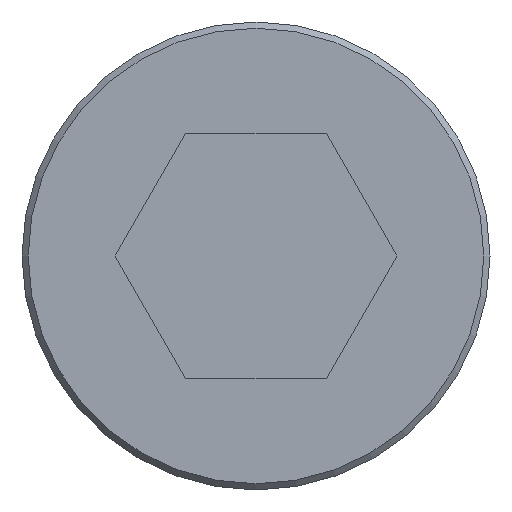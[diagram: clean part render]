
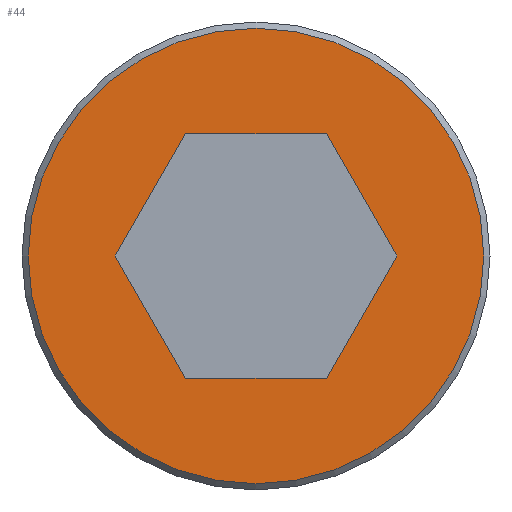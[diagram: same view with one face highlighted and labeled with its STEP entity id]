
A CAD part, left-side view. The second image highlights one B-rep face of the part: STEP entity #44.
In plain terms, the highlighted planar face has unit normal (-1, 0, 0).
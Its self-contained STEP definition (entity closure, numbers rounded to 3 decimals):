
#44 = ADVANCED_FACE( '', ( #90, #91 ), #92, .F. );
#90 = FACE_OUTER_BOUND( '', #137, .T. );
#91 = FACE_BOUND( '', #138, .T. );
#92 = PLANE( '', #139 );
#137 = EDGE_LOOP( '', ( #195 ) );
#138 = EDGE_LOOP( '', ( #196, #197, #198, #199, #200, #201 ) );
#139 = AXIS2_PLACEMENT_3D( '', #202, #203, #204 );
#195 = ORIENTED_EDGE( '', *, *, #273, .F. );
#196 = ORIENTED_EDGE( '', *, *, #274, .T. );
#197 = ORIENTED_EDGE( '', *, *, #275, .T. );
#198 = ORIENTED_EDGE( '', *, *, #276, .T. );
#199 = ORIENTED_EDGE( '', *, *, #257, .T. );
#200 = ORIENTED_EDGE( '', *, *, #265, .T. );
#201 = ORIENTED_EDGE( '', *, *, #269, .T. );
#202 = CARTESIAN_POINT( '', ( 0., 0., 0. ) );
#203 = DIRECTION( '', ( 1., 0., 0. ) );
#204 = DIRECTION( '', ( 0., 0., -1. ) );
#257 = EDGE_CURVE( '', #291, #292, #293, .T. );
#265 = EDGE_CURVE( '', #292, #305, #306, .T. );
#269 = EDGE_CURVE( '', #305, #311, #312, .T. );
#273 = EDGE_CURVE( '', #317, #317, #318, .T. );
#274 = EDGE_CURVE( '', #311, #319, #320, .T. );
#275 = EDGE_CURVE( '', #319, #321, #322, .T. );
#276 = EDGE_CURVE( '', #321, #291, #323, .T. );
#291 = VERTEX_POINT( '', #341 );
#292 = VERTEX_POINT( '', #342 );
#293 = LINE( '', #343, #344 );
#305 = VERTEX_POINT( '', #359 );
#306 = LINE( '', #360, #361 );
#311 = VERTEX_POINT( '', #368 );
#312 = LINE( '', #369, #370 );
#317 = VERTEX_POINT( '', #377 );
#318 = CIRCLE( '', #378, 17.736 );
#319 = VERTEX_POINT( '', #379 );
#320 = LINE( '', #380, #381 );
#321 = VERTEX_POINT( '', #382 );
#322 = LINE( '', #383, #384 );
#323 = LINE( '', #385, #386 );
#341 = CARTESIAN_POINT( '', ( 0., -5.485, -9.5 ) );
#342 = CARTESIAN_POINT( '', ( 0., 5.485, -9.5 ) );
#343 = CARTESIAN_POINT( '', ( 0., -5.485, -9.5 ) );
#344 = VECTOR( '', #408, 1000. );
#359 = CARTESIAN_POINT( '', ( 0., 10.97, 0. ) );
#360 = CARTESIAN_POINT( '', ( 0., 5.485, -9.5 ) );
#361 = VECTOR( '', #418, 1000. );
#368 = CARTESIAN_POINT( '', ( 0., 5.485, 9.5 ) );
#369 = CARTESIAN_POINT( '', ( 0., 10.97, 0. ) );
#370 = VECTOR( '', #421, 1000. );
#377 = CARTESIAN_POINT( '', ( 0., 0., -17.736 ) );
#378 = AXIS2_PLACEMENT_3D( '', #424, #425, #426 );
#379 = CARTESIAN_POINT( '', ( 0., -5.485, 9.5 ) );
#380 = CARTESIAN_POINT( '', ( 0., 5.485, 9.5 ) );
#381 = VECTOR( '', #427, 1000. );
#382 = CARTESIAN_POINT( '', ( 0., -10.97, 0. ) );
#383 = CARTESIAN_POINT( '', ( 0., -5.485, 9.5 ) );
#384 = VECTOR( '', #428, 1000. );
#385 = CARTESIAN_POINT( '', ( 0., -10.97, 0. ) );
#386 = VECTOR( '', #429, 1000. );
#408 = DIRECTION( '', ( 0., 1., 0. ) );
#418 = DIRECTION( '', ( 0., 0.5, 0.866 ) );
#421 = DIRECTION( '', ( 0., -0.5, 0.866 ) );
#424 = CARTESIAN_POINT( '', ( 0., 0., 0. ) );
#425 = DIRECTION( '', ( 1., 0., 0. ) );
#426 = DIRECTION( '', ( 0., 0., -1. ) );
#427 = DIRECTION( '', ( 0., -1., 0. ) );
#428 = DIRECTION( '', ( 0., -0.5, -0.866 ) );
#429 = DIRECTION( '', ( 0., 0.5, -0.866 ) );
